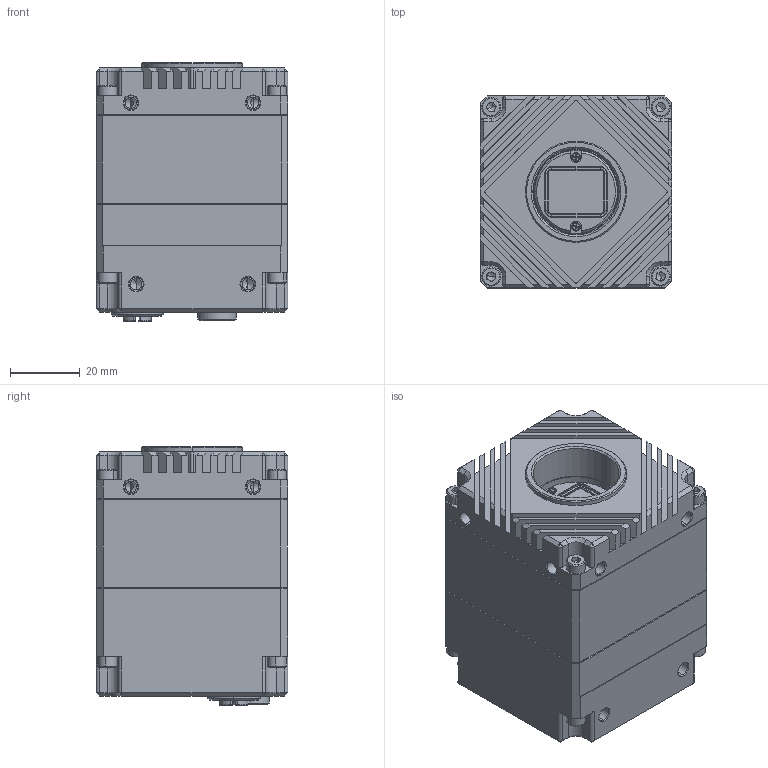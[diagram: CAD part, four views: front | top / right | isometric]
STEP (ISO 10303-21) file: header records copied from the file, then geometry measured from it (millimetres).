
FILE_DESCRIPTION (( 'STEP AP203' ), '1' );
FILE_NAME ('543-464.STEP', '2019-02-26T09:45:35', ( '' ), ( '' ), 'SwSTEP 2.0', 'SolidWorks 2017', '' );
FILE_SCHEMA (( 'CONFIG_CONTROL_DESIGN' ));
Length unit declared in the file: millimetre
Products named in the file (1): 543-464
Bounding box: 55 x 55 x 74.15 mm (x, y, z)
Volume: 198059.2 mm3; surface area: 31311.6 mm2
Topology: 6 solids, 6 shells, 1307 faces, 3317 edges, 2065 vertices
Faces by surface type: plane 697, cylinder 353, cone 145, bspline 76, torus 36
Entity records: 41162 total; most frequent: CARTESIAN_POINT 9807, DIRECTION 6560, ORIENTED_EDGE 6554, EDGE_CURVE 3277, AXIS2_PLACEMENT_3D 2266, VERTEX_POINT 2065, VECTOR 2028, LINE 2028
